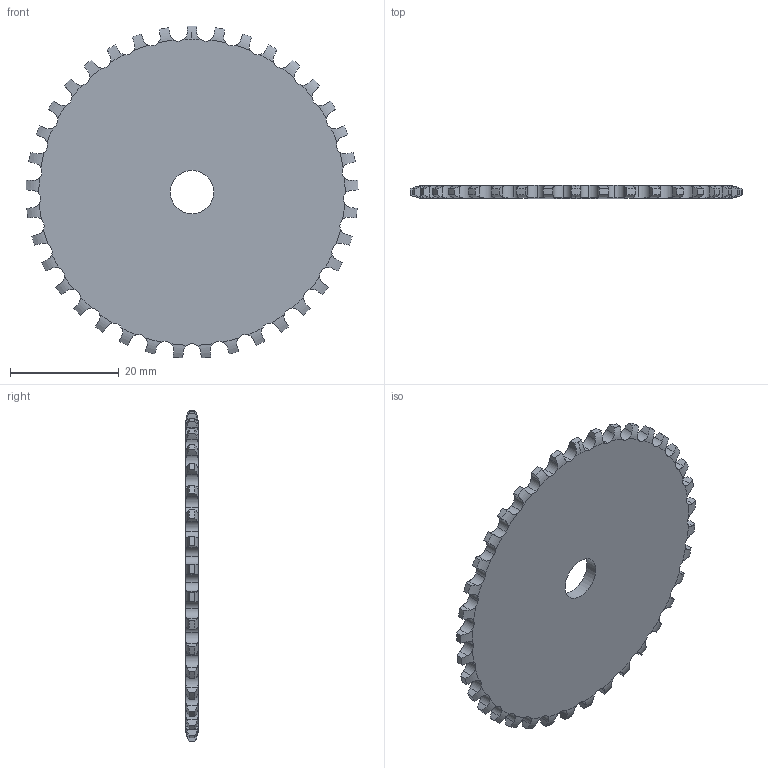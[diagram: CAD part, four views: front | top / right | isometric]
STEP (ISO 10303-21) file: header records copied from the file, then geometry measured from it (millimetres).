
FILE_DESCRIPTION(('FreeCAD Model'),'2;1');
FILE_NAME('Open CASCADE Shape Model','2021-12-27T16:42:57',('FreeCAD'),( 'FreeCAD'),'Open CASCADE STEP processor 7.4','FreeCAD','Unknown');
FILE_SCHEMA(('AUTOMOTIVE_DESIGN { 1 0 10303 214 1 1 1 1 }'));
Length unit declared in the file: millimetre
Products named in the file (1): Open CASCADE STEP translator 7.4 116
Bounding box: 61.09 x 2.3 x 61.05 mm (x, y, z)
Volume: 5925.7 mm3; surface area: 5880.3 mm2
Topology: 1 solids, 1 shells, 338 faces, 1008 edges, 672 vertices
Faces by surface type: cylinder 186, plane 76, revolution 76
Full cylindrical faces by diameter (mm): 8 x1
Entity records: 34948 total; most frequent: CARTESIAN_POINT 16339, DIRECTION 3080, ORIENTED_EDGE 2016, PCURVE 2016, DEFINITIONAL_REPRESENTATION 2016, LINE 1606, VECTOR 1606, EDGE_CURVE 1008
